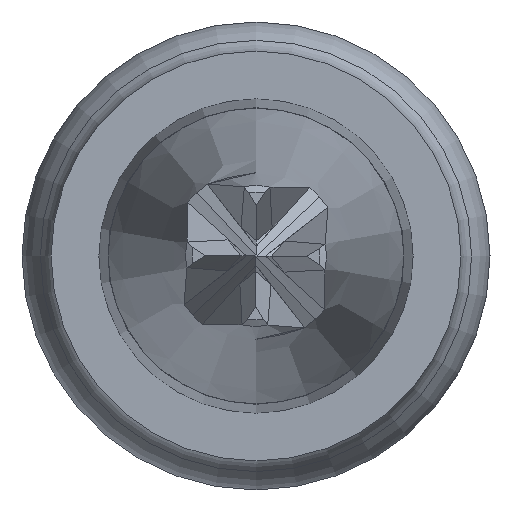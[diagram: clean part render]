
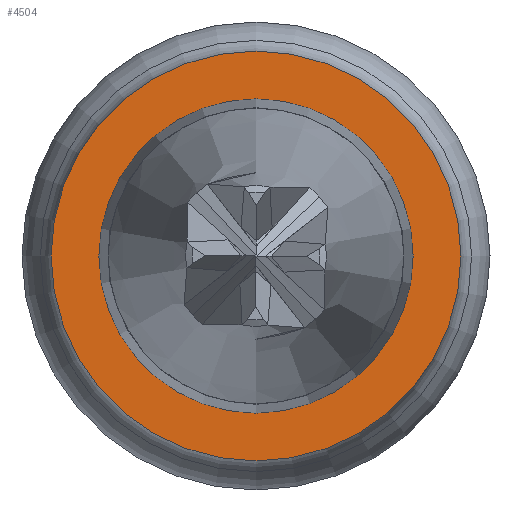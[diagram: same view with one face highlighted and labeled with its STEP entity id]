
A CAD part, left-side view. The second image highlights one B-rep face of the part: STEP entity #4504.
In plain terms, the highlighted planar face has unit normal (-1, 0, 0).
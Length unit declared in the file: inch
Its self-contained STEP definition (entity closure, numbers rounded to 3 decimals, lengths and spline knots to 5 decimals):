
#312 = ORIENTED_EDGE ( 'NONE', *, *, #3076, .T. ) ;
#395 = CIRCLE ( 'NONE', #2258, 0.01349 ) ;
#755 = AXIS2_PLACEMENT_3D ( 'NONE', #4804, #1905, #4446 ) ;
#767 = DIRECTION ( 'NONE',  ( -1., 0., 0. ) ) ;
#962 = CARTESIAN_POINT ( 'NONE',  ( 0., 0., -0.0176 ) ) ;
#1601 = FACE_OUTER_BOUND ( 'NONE', #5123, .T. ) ;
#1602 = CARTESIAN_POINT ( 'NONE',  ( 0., 0., 0. ) ) ;
#1637 = VERTEX_POINT ( 'NONE', #4164 ) ;
#1905 = DIRECTION ( 'NONE',  ( 1., 0., 0. ) ) ;
#2258 = AXIS2_PLACEMENT_3D ( 'NONE', #1602, #5377, #4551 ) ;
#3076 = EDGE_CURVE ( 'NONE', #1637, #1637, #395, .T. ) ;
#3278 = CARTESIAN_POINT ( 'NONE',  ( 0., 0.0165, 0. ) ) ;
#3395 = CIRCLE ( 'NONE', #755, 0.0176 ) ;
#3654 = AXIS2_PLACEMENT_3D ( 'NONE', #3278, #767, #4958 ) ;
#4164 = CARTESIAN_POINT ( 'NONE',  ( 0., 0., 0.01349 ) ) ;
#4374 = ORIENTED_EDGE ( 'NONE', *, *, #4884, .F. ) ;
#4446 = DIRECTION ( 'NONE',  ( 0., 0., -1. ) ) ;
#4504 = ADVANCED_FACE ( 'NONE', ( #4990, #1601 ), #4521, .T. ) ;
#4521 = PLANE ( 'NONE',  #3654 ) ;
#4551 = DIRECTION ( 'NONE',  ( 0., 0., 1. ) ) ;
#4804 = CARTESIAN_POINT ( 'NONE',  ( 0., 0., 0. ) ) ;
#4884 = EDGE_CURVE ( 'NONE', #4998, #4998, #3395, .T. ) ;
#4958 = DIRECTION ( 'NONE',  ( 0., 0., 1. ) ) ;
#4990 = FACE_BOUND ( 'NONE', #5014, .T. ) ;
#4998 = VERTEX_POINT ( 'NONE', #962 ) ;
#5014 = EDGE_LOOP ( 'NONE', ( #312 ) ) ;
#5123 = EDGE_LOOP ( 'NONE', ( #4374 ) ) ;
#5377 = DIRECTION ( 'NONE',  ( 1., 0., 0. ) ) ;
